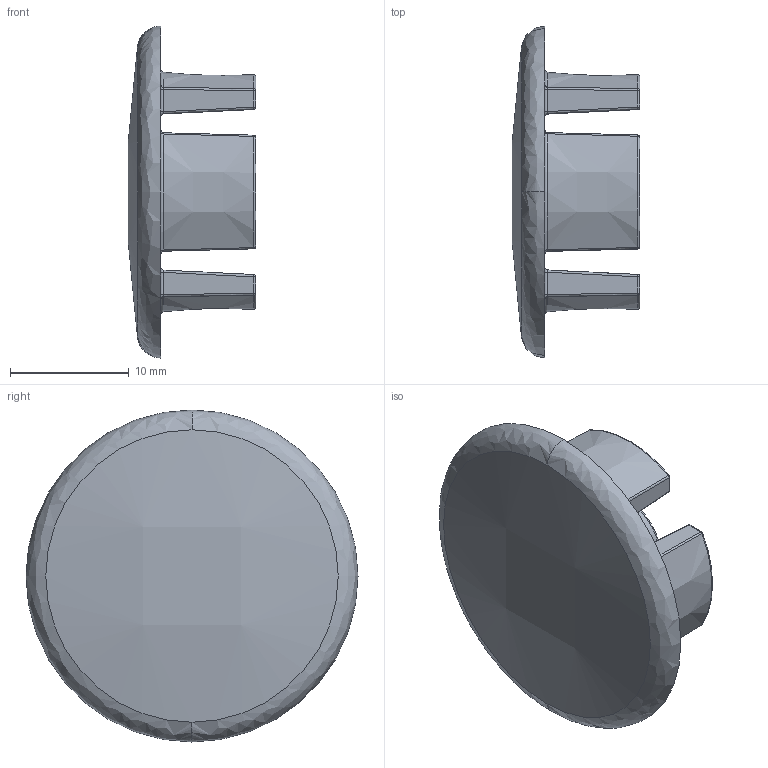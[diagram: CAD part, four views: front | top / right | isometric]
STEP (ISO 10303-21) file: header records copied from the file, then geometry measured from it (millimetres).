
FILE_DESCRIPTION(/* description */ ('Abdeckkappe D28 fuer Rundrohrprofile '),/* implementation_level */ '2;1');
FILE_NAME(/* name */ '13151_KriTec_Abdeckkappe_Rundrohr_D28_antistatisch_schwarz.stp',/* time_stamp */ '2016-06-15T13:13:53+02:00',/* author */ ('Steiner'),/* organization */ (''),/* preprocessor_version */ 'ST-DEVELOPER v16.1',/* originating_system */ 'Autodesk Inventor 2016',/* authorisation */ '');
FILE_SCHEMA (('AUTOMOTIVE_DESIGN { 1 0 10303 214 3 1 1 }'));
Length unit declared in the file: millimetre
Products named in the file (1): 13151_KriTec_Abdeckkappe_Rundrohr_D28_antistatisch_schwarz
Bounding box: 10.77 x 28 x 28 mm (x, y, z)
Volume: 2140.5 mm3; surface area: 2345.7 mm2
Topology: 1 solids, 1 shells, 163 faces, 353 edges, 190 vertices
Faces by surface type: bspline 51, torus 30, sphere 28, cylinder 21, plane 19, cone 14
Entity records: 5250 total; most frequent: CARTESIAN_POINT 2018, ORIENTED_EDGE 690, DIRECTION 665, EDGE_CURVE 345, AXIS2_PLACEMENT_3D 309, CIRCLE 196, VERTEX_POINT 190, EDGE_LOOP 169
